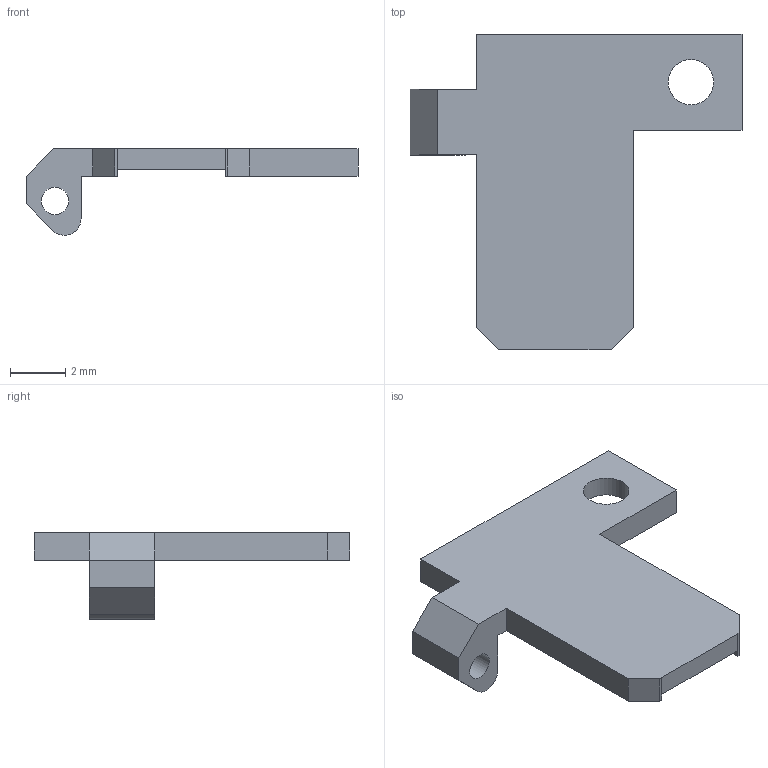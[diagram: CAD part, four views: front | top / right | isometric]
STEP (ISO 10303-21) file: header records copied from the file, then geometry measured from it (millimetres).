
FILE_DESCRIPTION(/* description */ (''),/* implementation_level */ '2;1');
FILE_NAME(/* name */ '20_probe_clamp_upper.step',/* time_stamp */ '2023-12-22T13:53:14-08:00',/* author */ (''),/* organization */ (''),/* preprocessor_version */ 'ST-DEVELOPER v20',/* originating_system */ 'Autodesk Translation Framework v12.14.0.127',/* authorisation */ '');
FILE_SCHEMA (('AUTOMOTIVE_DESIGN { 1 0 10303 214 3 1 1 }'));
Length unit declared in the file: millimetre
Products named in the file (1): npx 2.0 probe holder for Sam
Bounding box: 12.07 x 11.48 x 3.15 mm (x, y, z)
Volume: 75 mm3; surface area: 239.4 mm2
Topology: 1 solids, 1 shells, 30 faces, 81 edges, 54 vertices
Faces by surface type: plane 26, cylinder 4
Full cylindrical faces by diameter (mm): 1 x1, 1.65 x1, 3.2 x1
Entity records: 970 total; most frequent: CARTESIAN_POINT 166, ORIENTED_EDGE 162, DIRECTION 151, EDGE_CURVE 81, LINE 73, VECTOR 73, VERTEX_POINT 54, AXIS2_PLACEMENT_3D 39
